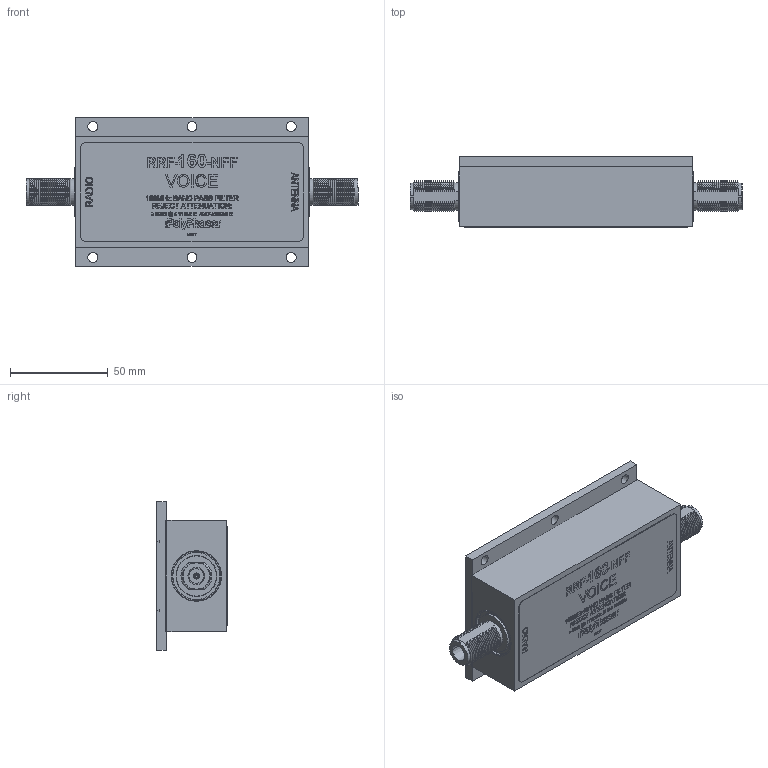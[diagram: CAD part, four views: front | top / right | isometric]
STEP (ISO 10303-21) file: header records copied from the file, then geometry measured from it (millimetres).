
FILE_DESCRIPTION (( 'STEP AP214' ), '1' );
FILE_NAME ('RRF-160-NFF.STEP', '2019-07-30T17:18:06', ( '' ), ( '' ), 'SwSTEP 2.0', 'SolidWorks 2019', '' );
FILE_SCHEMA (( 'AUTOMOTIVE_DESIGN' ));
Length unit declared in the file: inch
Products named in the file (19): 1141-0611-06; RRF-160-NFF; 2011-1306; 5420-0260; 2003-2897; 5330-0377; 1141-0611-06_1141-0611-06
Assembly tree (13 placements, depth 2):
  1141-0611-06
  RRF-160-NFF
    5330-0377
    5420-0260
    2011-1306  x2
    2003-2897
    1141-0611-06_1141-0611-06  x8
  1141-0611-06
  1141-0611-06
  5420-0260
Bounding box: 170.18 x 36.26 x 76.2 mm (x, y, z)
Volume: 189903.2 mm3; surface area: 75377.2 mm2
Topology: 13 solids, 13 shells, 2971 faces, 7857 edges, 5052 vertices
Faces by surface type: plane 1144, cylinder 729, cone 728, bspline 362, torus 8
Entity records: 98008 total; most frequent: CARTESIAN_POINT 33963, ORIENTED_EDGE 10294, DIRECTION 8126, EDGE_CURVE 5147, VECTOR 3410, LINE 3410, VERTEX_POINT 3381, AXIS2_PLACEMENT_3D 2358
